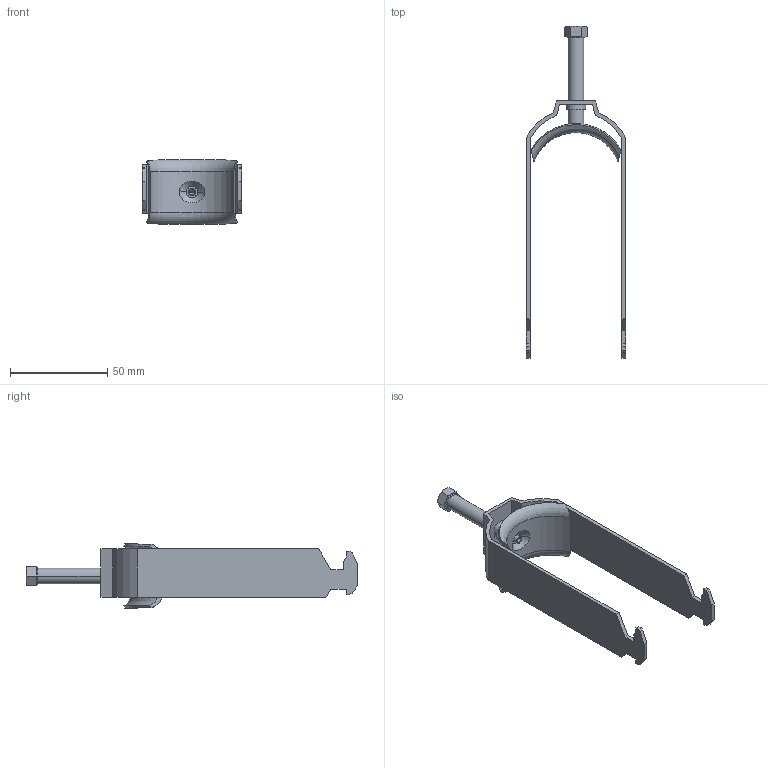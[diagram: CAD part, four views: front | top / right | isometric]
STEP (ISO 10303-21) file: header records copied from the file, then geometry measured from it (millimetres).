
FILE_DESCRIPTION (( 'STEP AP214' ), '1' );
FILE_NAME ('1186042.STEP', '2023-09-04T07:07:40', ( '' ), ( '' ), 'SwSTEP 2.0', 'SolidWorks 2022', '' );
FILE_SCHEMA (( 'AUTOMOTIVE_DESIGN' ));
Length unit declared in the file: millimetre
Products named in the file (4): 203433_Standard; 142313_Druckschraube - M8 x 45; 1186042; 157097_2Fach
Assembly tree (3 placements, depth 2):
  1186042
    157097_2Fach
    142313_Druckschraube - M8 x 45
    203433_Standard
Bounding box: 51 x 170.5 x 33.08 mm (x, y, z)
Volume: 19593.3 mm3; surface area: 21247 mm2
Topology: 3 solids, 3 shells, 249 faces, 649 edges, 430 vertices
Faces by surface type: plane 156, bspline 41, cylinder 34, cone 10, torus 8
Entity records: 12039 total; most frequent: CARTESIAN_POINT 5555, ORIENTED_EDGE 1290, DIRECTION 1045, EDGE_CURVE 645, VERTEX_POINT 430, VECTOR 413, LINE 413, AXIS2_PLACEMENT_3D 316
